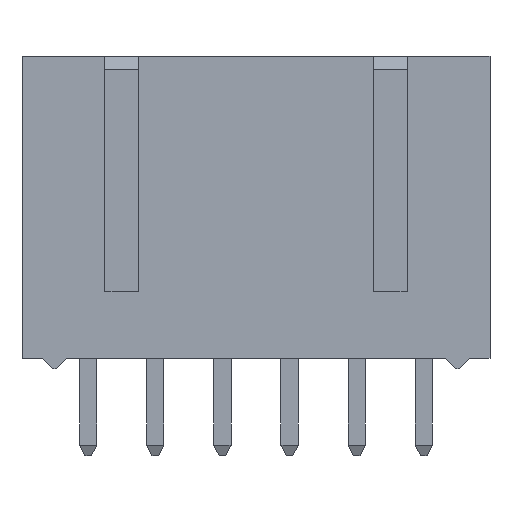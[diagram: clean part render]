
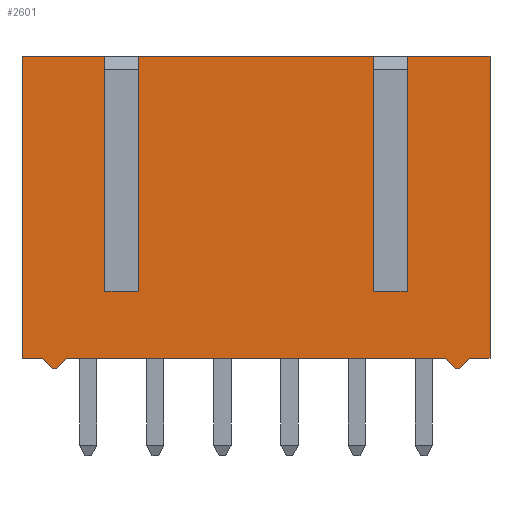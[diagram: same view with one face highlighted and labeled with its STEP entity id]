
A CAD part, front view. The second image highlights one B-rep face of the part: STEP entity #2601.
In plain terms, the highlighted planar face has unit normal (0, -1, 0).
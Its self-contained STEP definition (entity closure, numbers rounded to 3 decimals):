
#9=DIRECTION('',(1.,0.,0.));
#10=VECTOR('',#9,3.135);
#11=CARTESIAN_POINT('',(-8.85,-2.55,0.));
#12=LINE('',#11,#10);
#73=DIRECTION('',(1.,0.,0.));
#74=VECTOR('',#73,3.135);
#75=CARTESIAN_POINT('',(5.715,-2.55,0.));
#76=LINE('',#75,#74);
#121=DIRECTION('',(1.,0.,0.));
#122=VECTOR('',#121,8.89);
#123=CARTESIAN_POINT('',(-4.445,-2.55,0.));
#124=LINE('',#123,#122);
#233=DIRECTION('',(-0.707,0.,-0.707));
#234=VECTOR('',#233,0.537);
#235=CARTESIAN_POINT('',(-7.175,-2.55,-11.43));
#236=LINE('',#235,#234);
#237=DIRECTION('',(-1.,0.,0.));
#238=VECTOR('',#237,0.13);
#239=CARTESIAN_POINT('',(-7.555,-2.55,-11.81));
#240=LINE('',#239,#238);
#241=DIRECTION('',(-0.707,0.,0.707));
#242=VECTOR('',#241,0.537);
#243=CARTESIAN_POINT('',(-7.685,-2.55,-11.81));
#244=LINE('',#243,#242);
#245=DIRECTION('',(0.,0.,-1.));
#246=VECTOR('',#245,11.43);
#247=CARTESIAN_POINT('',(-8.85,-2.55,0.));
#248=LINE('',#247,#246);
#249=DIRECTION('',(0.,0.,-1.));
#250=VECTOR('',#249,8.89);
#251=CARTESIAN_POINT('',(-5.715,-2.55,0.));
#252=LINE('',#251,#250);
#253=DIRECTION('',(1.,0.,0.));
#254=VECTOR('',#253,1.27);
#255=CARTESIAN_POINT('',(-5.715,-2.55,-8.89));
#256=LINE('',#255,#254);
#257=DIRECTION('',(0.,0.,-1.));
#258=VECTOR('',#257,8.89);
#259=CARTESIAN_POINT('',(-4.445,-2.55,0.));
#260=LINE('',#259,#258);
#261=DIRECTION('',(0.,0.,-1.));
#262=VECTOR('',#261,8.89);
#263=CARTESIAN_POINT('',(4.445,-2.55,0.));
#264=LINE('',#263,#262);
#265=DIRECTION('',(1.,0.,0.));
#266=VECTOR('',#265,1.27);
#267=CARTESIAN_POINT('',(4.445,-2.55,-8.89));
#268=LINE('',#267,#266);
#269=DIRECTION('',(0.,0.,-1.));
#270=VECTOR('',#269,8.89);
#271=CARTESIAN_POINT('',(5.715,-2.55,0.));
#272=LINE('',#271,#270);
#273=DIRECTION('',(-0.707,0.,-0.707));
#274=VECTOR('',#273,0.537);
#275=CARTESIAN_POINT('',(8.065,-2.55,-11.43));
#276=LINE('',#275,#274);
#277=DIRECTION('',(-1.,0.,0.));
#278=VECTOR('',#277,0.13);
#279=CARTESIAN_POINT('',(7.685,-2.55,-11.81));
#280=LINE('',#279,#278);
#281=DIRECTION('',(-0.707,0.,0.707));
#282=VECTOR('',#281,0.537);
#283=CARTESIAN_POINT('',(7.555,-2.55,-11.81));
#284=LINE('',#283,#282);
#289=DIRECTION('',(1.,0.,0.));
#290=VECTOR('',#289,0.785);
#291=CARTESIAN_POINT('',(8.065,-2.55,-11.43));
#292=LINE('',#291,#290);
#321=DIRECTION('',(1.,0.,0.));
#322=VECTOR('',#321,14.35);
#323=CARTESIAN_POINT('',(-7.175,-2.55,-11.43));
#324=LINE('',#323,#322);
#361=DIRECTION('',(1.,0.,0.));
#362=VECTOR('',#361,0.785);
#363=CARTESIAN_POINT('',(-8.85,-2.55,-11.43));
#364=LINE('',#363,#362);
#569=DIRECTION('',(0.,0.,-1.));
#570=VECTOR('',#569,11.43);
#571=CARTESIAN_POINT('',(8.85,-2.55,0.));
#572=LINE('',#571,#570);
#1706=CARTESIAN_POINT('',(-8.85,-2.55,0.));
#1708=VERTEX_POINT('',#1706);
#1714=CARTESIAN_POINT('',(-8.85,-2.55,-11.43));
#1716=VERTEX_POINT('',#1714);
#1729=CARTESIAN_POINT('',(8.85,-2.55,0.));
#1731=VERTEX_POINT('',#1729);
#1745=CARTESIAN_POINT('',(8.85,-2.55,-11.43));
#1747=VERTEX_POINT('',#1745);
#1793=CARTESIAN_POINT('',(-5.715,-2.55,-8.89));
#1794=CARTESIAN_POINT('',(-4.445,-2.55,-8.89));
#1795=VERTEX_POINT('',#1793);
#1796=VERTEX_POINT('',#1794);
#1797=CARTESIAN_POINT('',(4.445,-2.55,-8.89));
#1798=CARTESIAN_POINT('',(5.715,-2.55,-8.89));
#1799=VERTEX_POINT('',#1797);
#1800=VERTEX_POINT('',#1798);
#1801=CARTESIAN_POINT('',(-5.715,-2.55,0.));
#1802=VERTEX_POINT('',#1801);
#1803=CARTESIAN_POINT('',(-4.445,-2.55,0.));
#1804=VERTEX_POINT('',#1803);
#1805=CARTESIAN_POINT('',(4.445,-2.55,0.));
#1806=VERTEX_POINT('',#1805);
#1807=CARTESIAN_POINT('',(5.715,-2.55,0.));
#1808=VERTEX_POINT('',#1807);
#1905=CARTESIAN_POINT('',(7.685,-2.55,-11.81));
#1906=CARTESIAN_POINT('',(7.555,-2.55,-11.81));
#1907=VERTEX_POINT('',#1905);
#1908=VERTEX_POINT('',#1906);
#1909=CARTESIAN_POINT('',(8.065,-2.55,-11.43));
#1911=VERTEX_POINT('',#1909);
#1913=CARTESIAN_POINT('',(7.175,-2.55,-11.43));
#1915=VERTEX_POINT('',#1913);
#1921=CARTESIAN_POINT('',(-7.555,-2.55,-11.81));
#1922=CARTESIAN_POINT('',(-7.685,-2.55,-11.81));
#1923=VERTEX_POINT('',#1921);
#1924=VERTEX_POINT('',#1922);
#1929=CARTESIAN_POINT('',(-7.175,-2.55,-11.43));
#1930=VERTEX_POINT('',#1929);
#1931=CARTESIAN_POINT('',(-8.065,-2.55,-11.43));
#1932=VERTEX_POINT('',#1931);
#2559=CARTESIAN_POINT('',(-8.85,-2.55,0.));
#2560=DIRECTION('',(0.,-1.,0.));
#2561=DIRECTION('',(1.,0.,0.));
#2562=AXIS2_PLACEMENT_3D('',#2559,#2560,#2561);
#2563=PLANE('',#2562);
#2565=ORIENTED_EDGE('',*,*,#2564,.F.);
#2567=ORIENTED_EDGE('',*,*,#2566,.T.);
#2569=ORIENTED_EDGE('',*,*,#2568,.T.);
#2571=ORIENTED_EDGE('',*,*,#2570,.T.);
#2573=ORIENTED_EDGE('',*,*,#2572,.F.);
#2575=ORIENTED_EDGE('',*,*,#2574,.F.);
#2576=ORIENTED_EDGE('',*,*,#2242,.T.);
#2577=ORIENTED_EDGE('',*,*,#2338,.T.);
#2579=ORIENTED_EDGE('',*,*,#2578,.T.);
#2581=ORIENTED_EDGE('',*,*,#2580,.F.);
#2582=ORIENTED_EDGE('',*,*,#2306,.T.);
#2584=ORIENTED_EDGE('',*,*,#2583,.T.);
#2586=ORIENTED_EDGE('',*,*,#2585,.T.);
#2587=ORIENTED_EDGE('',*,*,#2550,.F.);
#2588=ORIENTED_EDGE('',*,*,#2274,.T.);
#2590=ORIENTED_EDGE('',*,*,#2589,.T.);
#2592=ORIENTED_EDGE('',*,*,#2591,.F.);
#2594=ORIENTED_EDGE('',*,*,#2593,.T.);
#2596=ORIENTED_EDGE('',*,*,#2595,.T.);
#2598=ORIENTED_EDGE('',*,*,#2597,.T.);
#2599=EDGE_LOOP('',(#2565,#2567,#2569,#2571,#2573,#2575,#2576,#2577,#2579,#2581,
#2582,#2584,#2586,#2587,#2588,#2590,#2592,#2594,#2596,#2598));
#2600=FACE_OUTER_BOUND('',#2599,.F.);
#2601=ADVANCED_FACE('',(#2600),#2563,.T.);
#2242=EDGE_CURVE('',#1708,#1802,#12,.T.);
#2274=EDGE_CURVE('',#1808,#1731,#76,.T.);
#2306=EDGE_CURVE('',#1804,#1806,#124,.T.);
#2338=EDGE_CURVE('',#1802,#1795,#252,.T.);
#2550=EDGE_CURVE('',#1808,#1800,#272,.T.);
#2564=EDGE_CURVE('',#1930,#1915,#324,.T.);
#2566=EDGE_CURVE('',#1930,#1923,#236,.T.);
#2568=EDGE_CURVE('',#1923,#1924,#240,.T.);
#2570=EDGE_CURVE('',#1924,#1932,#244,.T.);
#2572=EDGE_CURVE('',#1716,#1932,#364,.T.);
#2574=EDGE_CURVE('',#1708,#1716,#248,.T.);
#2578=EDGE_CURVE('',#1795,#1796,#256,.T.);
#2580=EDGE_CURVE('',#1804,#1796,#260,.T.);
#2583=EDGE_CURVE('',#1806,#1799,#264,.T.);
#2585=EDGE_CURVE('',#1799,#1800,#268,.T.);
#2589=EDGE_CURVE('',#1731,#1747,#572,.T.);
#2591=EDGE_CURVE('',#1911,#1747,#292,.T.);
#2593=EDGE_CURVE('',#1911,#1907,#276,.T.);
#2595=EDGE_CURVE('',#1907,#1908,#280,.T.);
#2597=EDGE_CURVE('',#1908,#1915,#284,.T.);
